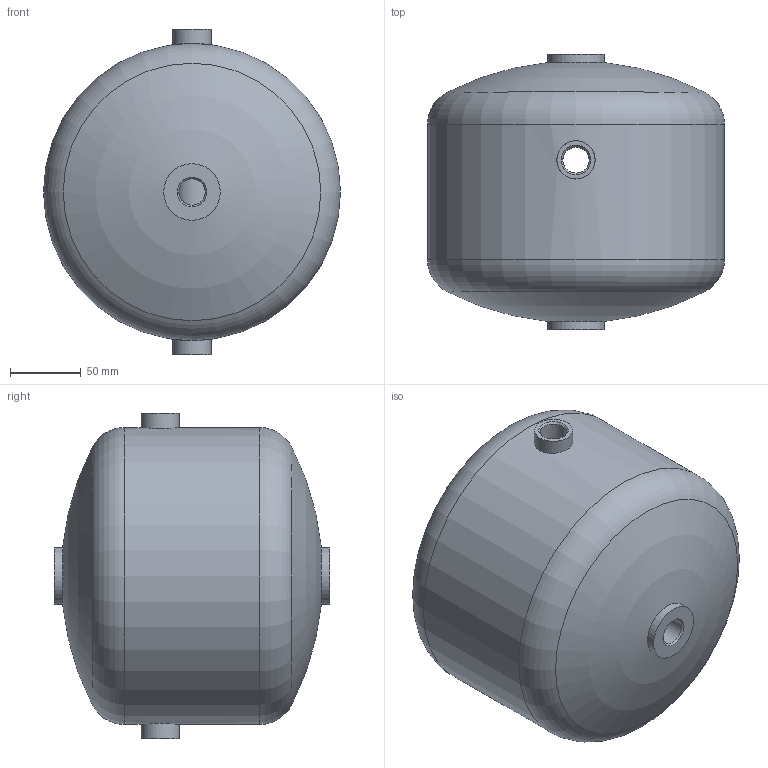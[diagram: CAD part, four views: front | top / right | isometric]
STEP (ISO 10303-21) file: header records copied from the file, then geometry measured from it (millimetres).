
FILE_DESCRIPTION(/* description */ ('Unknown'),/* implementation_level */ '2;1');
FILE_NAME(/* name */ '050505 - 5SBCV4',/* time_stamp */ '2017-03-02T12:05:58+01:00',/* author */ ('Unknown'),/* organization */ ('Unknown'),/* preprocessor_version */ 'ST-DEVELOPER v16.7',/* originating_system */ 'DEX',/* authorisation */ $);
FILE_SCHEMA (('AUTOMOTIVE_DESIGN {1 0 10303 214 3 1 1}'));
Length unit declared in the file: millimetre
Products named in the file (1): 050505 - 5SBCV4
Bounding box: 210 x 195 x 230 mm (x, y, z)
Volume: 540203.4 mm3; surface area: 359613.7 mm2
Topology: 1 solids, 2 shells, 30 faces, 71 edges, 44 vertices
Faces by surface type: cylinder 14, torus 4, sphere 4, plane 4, cone 4
Full cylindrical faces by diameter (mm): 18.63 x2, 18.631 x1, 27 x4, 40 x3, 206 x1, 210 x1
Entity records: 2767 total; most frequent: CARTESIAN_POINT 2014, DIRECTION 110, ORIENTED_EDGE 64, EDGE_LOOP 64, FACE_BOUND 64, AXIS2_PLACEMENT_3D 55, EDGE_CURVE 32, VERTEX_POINT 32
